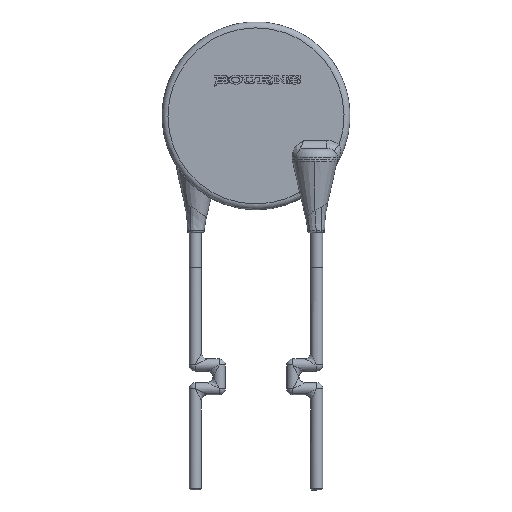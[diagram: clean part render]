
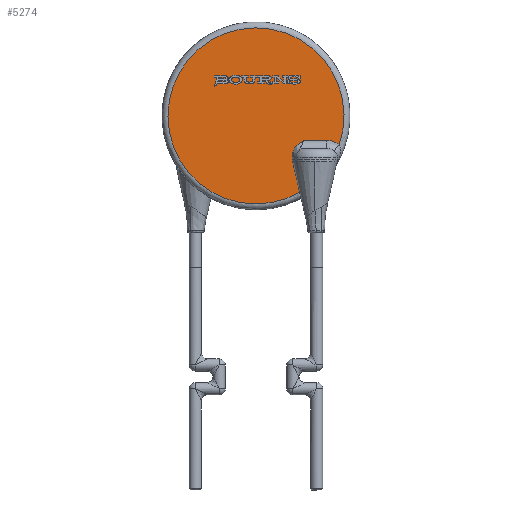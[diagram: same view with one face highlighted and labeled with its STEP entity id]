
A CAD part, front view. The second image highlights one B-rep face of the part: STEP entity #5274.
In plain terms, the highlighted face is planar.
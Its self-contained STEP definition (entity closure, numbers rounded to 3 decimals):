
#27=LINE('',#9277,#411);
#33=LINE('',#9839,#417);
#34=LINE('',#9891,#418);
#411=VECTOR('',#6002,1.329);
#417=VECTOR('',#6060,0.204);
#418=VECTOR('',#6065,0.975);
#1042=B_SPLINE_CURVE_WITH_KNOTS('',3,(#9880,#9881,#9882,#9883,#9884,#9885,
#9886,#9887,#9888,#9889),.UNSPECIFIED.,.F.,.F.,(4,2,2,2,4),(-0.105,
-0.101,-0.04,-0.017,0.),
 .UNSPECIFIED.);
#1043=B_SPLINE_CURVE_WITH_KNOTS('',3,(#9893,#9894,#9895,#9896,#9897,#9898,
#9899,#9900,#9901,#9902,#9903,#9904),.UNSPECIFIED.,.F.,.F.,(4,1,1,1,1,1,
1,1,1,4),(0.,0.111,0.222,0.333,0.444,
0.556,0.667,0.778,0.889,1.),
 .UNSPECIFIED.);
#1363=PLANE('',#5656);
#1564=FACE_OUTER_BOUND('',#1890,.T.);
#1890=EDGE_LOOP('',(#3876,#3877,#3878,#3879,#3880,#3881,#3882));
#2201=CIRCLE('',#5657,3.7);
#2202=CIRCLE('',#5658,0.35);
#2278=VERTEX_POINT('',#9093);
#2291=VERTEX_POINT('',#9275);
#2309=VERTEX_POINT('',#9837);
#2310=VERTEX_POINT('',#9838);
#2312=VERTEX_POINT('',#9879);
#2313=VERTEX_POINT('',#9890);
#2314=VERTEX_POINT('',#9892);
#2872=EDGE_CURVE('',#2278,#2291,#27,.T.);
#2903=EDGE_CURVE('',#2309,#2310,#33,.T.);
#2907=EDGE_CURVE('',#2312,#2310,#1042,.T.);
#2908=EDGE_CURVE('',#2313,#2312,#34,.T.);
#2909=EDGE_CURVE('',#2313,#2314,#1043,.T.);
#2910=EDGE_CURVE('',#2314,#2278,#2201,.T.);
#2911=EDGE_CURVE('',#2291,#2309,#2202,.T.);
#3876=ORIENTED_EDGE('',*,*,#2903,.T.);
#3877=ORIENTED_EDGE('',*,*,#2907,.F.);
#3878=ORIENTED_EDGE('',*,*,#2908,.F.);
#3879=ORIENTED_EDGE('',*,*,#2909,.T.);
#3880=ORIENTED_EDGE('',*,*,#2910,.T.);
#3881=ORIENTED_EDGE('',*,*,#2872,.T.);
#3882=ORIENTED_EDGE('',*,*,#2911,.T.);
#5274=ADVANCED_FACE('',(#1564),#1363,.T.);
#5656=AXIS2_PLACEMENT_3D('',#9878,#6063,#6064);
#5657=AXIS2_PLACEMENT_3D('',#9905,#6066,#6067);
#5658=AXIS2_PLACEMENT_3D('',#9906,#6068,#6069);
#6002=DIRECTION('',(-0.226,0.974,0.));
#6060=DIRECTION('',(0.,1.,0.));
#6063=DIRECTION('center_axis',(0.,0.,1.));
#6064=DIRECTION('ref_axis',(1.,0.,0.));
#6065=DIRECTION('',(-1.,0.,0.));
#6066=DIRECTION('center_axis',(0.,0.,1.));
#6067=DIRECTION('ref_axis',(0.945,-0.328,0.));
#6068=DIRECTION('center_axis',(0.,0.,-1.));
#6069=DIRECTION('ref_axis',(-0.974,-0.226,0.));
#9093=CARTESIAN_POINT('',(1.837,-3.212,0.6));
#9275=CARTESIAN_POINT('',(1.537,-1.917,0.6));
#9277=CARTESIAN_POINT('',(1.837,-3.212,0.6));
#9837=CARTESIAN_POINT('',(1.528,-1.838,0.6));
#9838=CARTESIAN_POINT('',(1.528,-1.634,0.6));
#9839=CARTESIAN_POINT('',(1.528,-1.838,0.6));
#9878=CARTESIAN_POINT('Origin',(0.,0.,0.6));
#9879=CARTESIAN_POINT('',(1.991,-1.028,0.6));
#9880=CARTESIAN_POINT('Ctrl Pts',(1.991,-1.028,0.6));
#9881=CARTESIAN_POINT('Ctrl Pts',(1.984,-1.034,0.6));
#9882=CARTESIAN_POINT('Ctrl Pts',(1.978,-1.041,0.6));
#9883=CARTESIAN_POINT('Ctrl Pts',(1.878,-1.133,0.6));
#9884=CARTESIAN_POINT('Ctrl Pts',(1.762,-1.195,0.6));
#9885=CARTESIAN_POINT('Ctrl Pts',(1.631,-1.341,0.6));
#9886=CARTESIAN_POINT('Ctrl Pts',(1.59,-1.395,0.6));
#9887=CARTESIAN_POINT('Ctrl Pts',(1.54,-1.519,0.6));
#9888=CARTESIAN_POINT('Ctrl Pts',(1.528,-1.576,0.6));
#9889=CARTESIAN_POINT('Ctrl Pts',(1.528,-1.634,0.6));
#9890=CARTESIAN_POINT('',(2.965,-1.028,0.6));
#9891=CARTESIAN_POINT('',(2.965,-1.028,0.6));
#9892=CARTESIAN_POINT('',(3.495,-1.214,0.6));
#9893=CARTESIAN_POINT('Ctrl Pts',(2.965,-1.028,0.6));
#9894=CARTESIAN_POINT('Ctrl Pts',(2.993,-1.028,0.6));
#9895=CARTESIAN_POINT('Ctrl Pts',(3.044,-1.03,0.6));
#9896=CARTESIAN_POINT('Ctrl Pts',(3.107,-1.038,0.6));
#9897=CARTESIAN_POINT('Ctrl Pts',(3.166,-1.049,0.6));
#9898=CARTESIAN_POINT('Ctrl Pts',(3.224,-1.064,0.6));
#9899=CARTESIAN_POINT('Ctrl Pts',(3.285,-1.085,0.6));
#9900=CARTESIAN_POINT('Ctrl Pts',(3.343,-1.111,0.6));
#9901=CARTESIAN_POINT('Ctrl Pts',(3.397,-1.141,0.6));
#9902=CARTESIAN_POINT('Ctrl Pts',(3.448,-1.175,0.6));
#9903=CARTESIAN_POINT('Ctrl Pts',(3.48,-1.201,0.6));
#9904=CARTESIAN_POINT('Ctrl Pts',(3.495,-1.214,0.6));
#9905=CARTESIAN_POINT('Origin',(0.,0.,0.6));
#9906=CARTESIAN_POINT('Origin',(1.878,-1.838,0.6));
